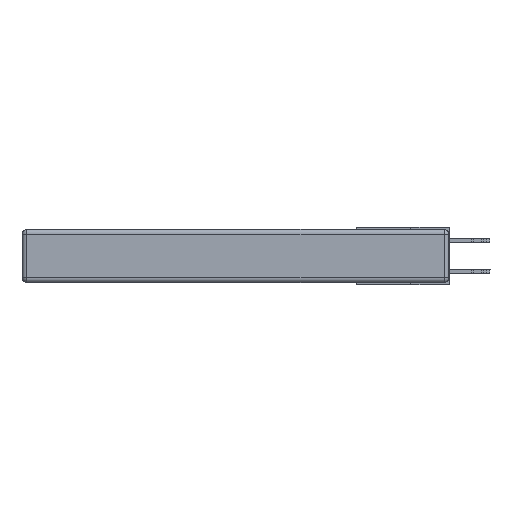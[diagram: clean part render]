
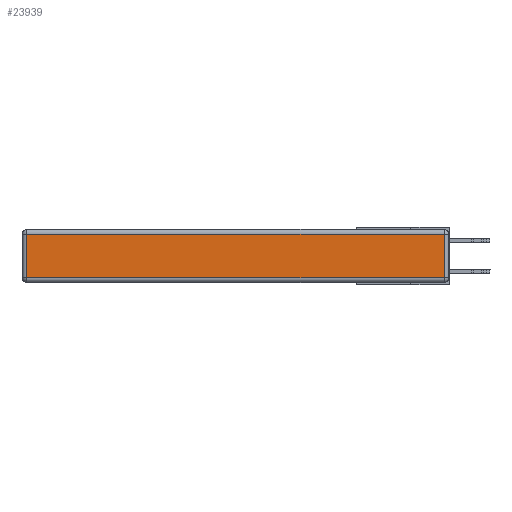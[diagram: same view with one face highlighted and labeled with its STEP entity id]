
A CAD part, left-side view. The second image highlights one B-rep face of the part: STEP entity #23939.
In plain terms, the highlighted planar face has unit normal (-1, 0, 0).
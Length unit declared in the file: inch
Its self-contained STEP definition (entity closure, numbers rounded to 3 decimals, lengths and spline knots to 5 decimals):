
#285 = ORIENTED_EDGE ( 'NONE', *, *, #28731, .T. ) ;
#291 = CARTESIAN_POINT ( 'NONE',  ( 0., 2.75, -0.03 ) ) ;
#358 = DIRECTION ( 'NONE',  ( -1., 0., 0. ) ) ;
#487 = CARTESIAN_POINT ( 'NONE',  ( 0., 0., -0.343 ) ) ;
#3177 = PLANE ( 'NONE',  #23749 ) ;
#3318 = CARTESIAN_POINT ( 'NONE',  ( 0., 0.03, -0.03 ) ) ;
#3574 = LINE ( 'NONE', #291, #5452 ) ;
#4489 = LINE ( 'NONE', #4519, #15340 ) ;
#4519 = CARTESIAN_POINT ( 'NONE',  ( 0., 0.03, -0.343 ) ) ;
#4547 = CARTESIAN_POINT ( 'NONE',  ( 0., 2.72, -0.343 ) ) ;
#4690 = VERTEX_POINT ( 'NONE', #26772 ) ;
#5452 = VECTOR ( 'NONE', #19347, 39.37008 ) ;
#6246 = LINE ( 'NONE', #4547, #17769 ) ;
#7160 = CARTESIAN_POINT ( 'NONE',  ( 0., 2.72, -0.313 ) ) ;
#7638 = VERTEX_POINT ( 'NONE', #27108 ) ;
#8541 = EDGE_CURVE ( 'NONE', #28537, #4690, #3574, .T. ) ;
#9607 = VERTEX_POINT ( 'NONE', #7160 ) ;
#10135 = ORIENTED_EDGE ( 'NONE', *, *, #11338, .T. ) ;
#11338 = EDGE_CURVE ( 'NONE', #4690, #9607, #6246, .T. ) ;
#13909 = ORIENTED_EDGE ( 'NONE', *, *, #8541, .T. ) ;
#14450 = ORIENTED_EDGE ( 'NONE', *, *, #24601, .T. ) ;
#15077 = VECTOR ( 'NONE', #18307, 39.37008 ) ;
#15340 = VECTOR ( 'NONE', #28392, 39.37008 ) ;
#17769 = VECTOR ( 'NONE', #25638, 39.37008 ) ;
#18307 = DIRECTION ( 'NONE',  ( 0., -1., 0. ) ) ;
#19347 = DIRECTION ( 'NONE',  ( 0., 1., 0. ) ) ;
#21890 = DIRECTION ( 'NONE',  ( 0., 0., 1. ) ) ;
#23285 = CARTESIAN_POINT ( 'NONE',  ( 0., 0., -0.313 ) ) ;
#23749 = AXIS2_PLACEMENT_3D ( 'NONE', #487, #358, #21890 ) ;
#23939 = ADVANCED_FACE ( 'NONE', ( #29053 ), #3177, .T. ) ;
#24601 = EDGE_CURVE ( 'NONE', #7638, #28537, #4489, .T. ) ;
#25638 = DIRECTION ( 'NONE',  ( 0., 0., -1. ) ) ;
#26318 = EDGE_LOOP ( 'NONE', ( #285, #14450, #13909, #10135 ) ) ;
#26772 = CARTESIAN_POINT ( 'NONE',  ( 0., 2.72, -0.03 ) ) ;
#27108 = CARTESIAN_POINT ( 'NONE',  ( 0., 0.03, -0.313 ) ) ;
#28392 = DIRECTION ( 'NONE',  ( 0., 0., 1. ) ) ;
#28537 = VERTEX_POINT ( 'NONE', #3318 ) ;
#28731 = EDGE_CURVE ( 'NONE', #9607, #7638, #28761, .T. ) ;
#28761 = LINE ( 'NONE', #23285, #15077 ) ;
#29053 = FACE_OUTER_BOUND ( 'NONE', #26318, .T. ) ;
